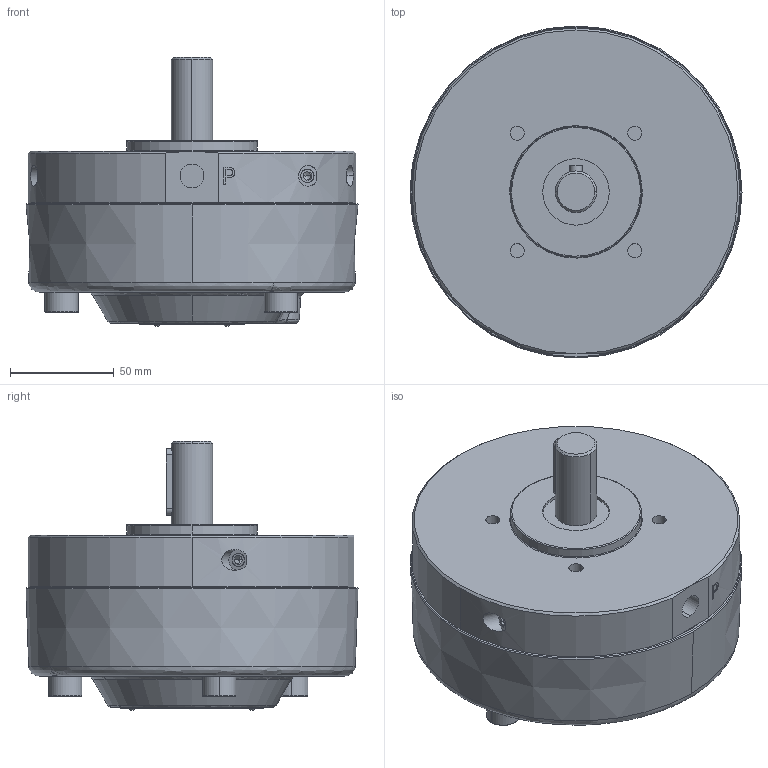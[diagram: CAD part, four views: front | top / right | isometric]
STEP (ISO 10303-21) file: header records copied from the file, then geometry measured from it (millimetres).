
FILE_DESCRIPTION (( 'STEP AP214' ), '1' );
FILE_NAME ('BRK11-...-B 3 pistons 1000 bar.STEP', '2021-02-26T09:47:55', ( '' ), ( '' ), 'SwSTEP 2.0', 'SolidWorks 2020', '' );
FILE_SCHEMA (( 'AUTOMOTIVE_DESIGN' ));
Length unit declared in the file: millimetre
Products named in the file (1): BRK11-...-B 3 pistons 1000 bar
Bounding box: 159.93 x 159.93 x 129.7 mm (x, y, z)
Volume: 1455256.6 mm3; surface area: 89165.9 mm2
Topology: 1 solids, 24 shells, 706 faces, 1722 edges, 1115 vertices
Faces by surface type: plane 406, bspline 135, cylinder 102, cone 63
Entity records: 24678 total; most frequent: CARTESIAN_POINT 8900, ORIENTED_EDGE 3396, DIRECTION 2941, EDGE_CURVE 1698, VERTEX_POINT 1111, LINE 1043, VECTOR 1043, AXIS2_PLACEMENT_3D 949
